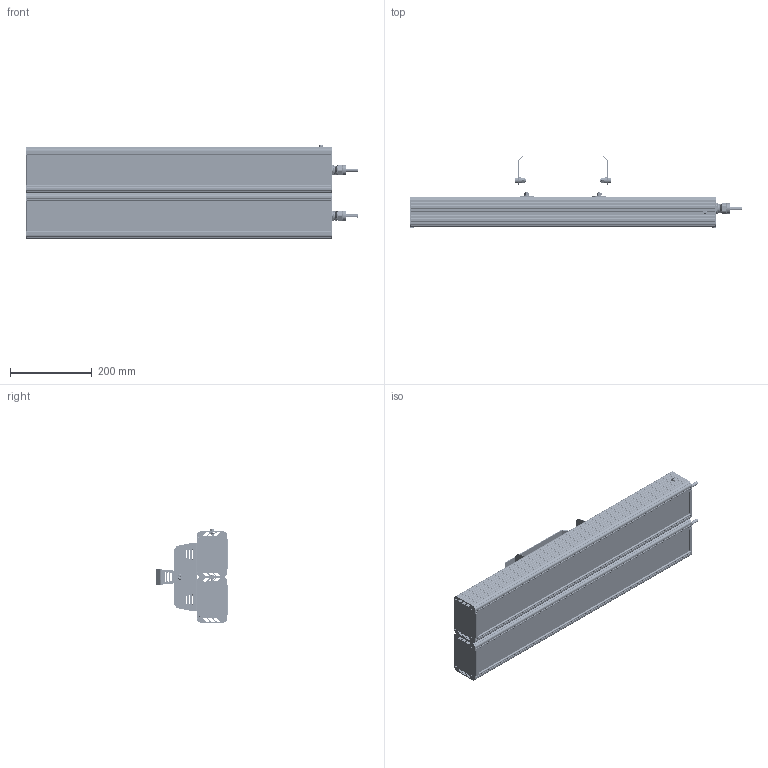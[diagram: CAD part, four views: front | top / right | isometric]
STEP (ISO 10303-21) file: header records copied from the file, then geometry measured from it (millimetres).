
FILE_DESCRIPTION(('STEP AP214'), '1');
FILE_NAME('001.0090.33.000 - ÃÑÏ-Ïðèìà-2Åõ-200(2õ100)', '2024-04-09T04:13:28', ('Åâãåíèé'), ('ÎÊÁ Ñâîé Ñòèëü'), 'C3D Converter', 'C3D Toolkit', '');
FILE_SCHEMA(('AUTOMOTIVE_DESIGN { 1 0 10303 214 3 1 1}'));
Length unit declared in the file: millimetre
Products named in the file (44): 001.0090.33.000
Assembly tree (104 placements, depth 3):
  001.0090.33.000
    (unnamed)  x2
      (unnamed)
      (unnamed)
      (unnamed)
      (unnamed)
      (unnamed)
      (unnamed)
      (unnamed)
      (unnamed)
      (unnamed)
      (unnamed)
      (unnamed)
      (unnamed)
    (unnamed)  x20
      (unnamed)
      (unnamed)
      (unnamed)
      (unnamed)
      (unnamed)
      (unnamed)
      (unnamed)
      (unnamed)
      (unnamed)
    (unnamed)  x2
      (unnamed)
    (unnamed)
      (unnamed)
      (unnamed)
      (unnamed)
      (unnamed)  x2
      (unnamed)
      (unnamed)
      (unnamed)  x4
      (unnamed)  x4
      (unnamed)  x4
      (unnamed)
      (unnamed)
      (unnamed)
      (unnamed)  x2
      (unnamed)
      (unnamed)  x4
      (unnamed)  x4
      (unnamed)  x4
Bounding box: 814 x 178.44 x 229.35 mm (x, y, z)
Volume: 2872400.9 mm3; surface area: 2462681.6 mm2
Topology: 757 solids, 757 shells, 7888 faces, 18166 edges, 12106 vertices
Faces by surface type: plane 5412, cylinder 2134, cone 162, bspline 106, sphere 60, torus 14
Full cylindrical faces by diameter (mm): 1 x60, 2 x40, 2.5 x80, 2.8 x500, 3.2 x60, 3.5 x100, 4 x18, 4.917 x8, 5 x6, 6 x12, 6.6 x8, 6.647 x2, 7 x4, 8 x18, 8.5 x4, 9 x4, 10 x2, 11 x8, 12.5 x2, 13 x4, 15 x4, 16 x2, 17 x2, 18 x2, 18.5 x2, 19 x2, 20 x2, 21.5 x2, 22 x4, 25.5 x2
Entity records: 84495 total; most frequent: CARTESIAN_POINT 37197, DIRECTION 8946, ORIENTED_EDGE 7702, EDGE_CURVE 3851, AXIS2_PLACEMENT_3D 3239, VERTEX_POINT 2627, LINE 2468, VECTOR 2468
